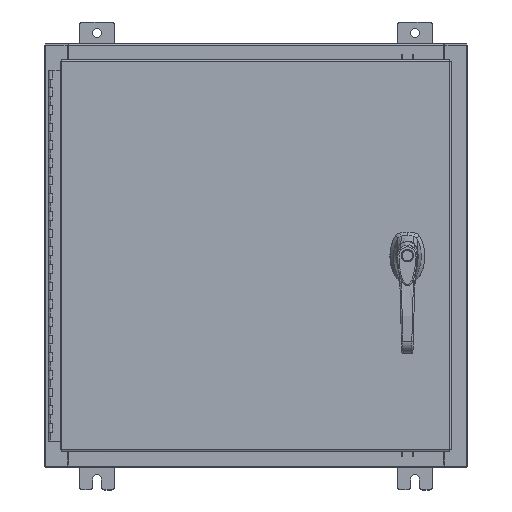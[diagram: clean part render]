
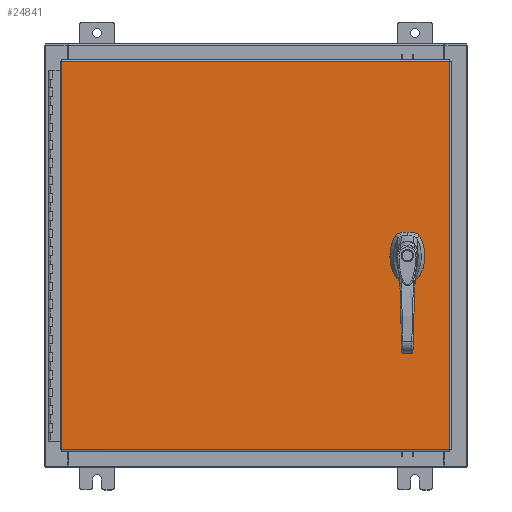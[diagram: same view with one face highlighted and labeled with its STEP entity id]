
A CAD part, top view. The second image highlights one B-rep face of the part: STEP entity #24841.
In plain terms, the highlighted planar face has unit normal (0, 0, 1).
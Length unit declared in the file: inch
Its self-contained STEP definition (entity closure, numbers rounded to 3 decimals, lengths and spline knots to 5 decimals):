
#41 = AXIS2_PLACEMENT_3D ( 'NONE', #1674, #10815, #71410 ) ;
#326 = VERTEX_POINT ( 'NONE', #86454 ) ;
#622 = ORIENTED_EDGE ( 'NONE', *, *, #62088, .F. ) ;
#1674 = CARTESIAN_POINT ( 'NONE',  ( 0., 0., 0. ) ) ;
#2205 = FACE_BOUND ( 'NONE', #108243, .T. ) ;
#3496 = CARTESIAN_POINT ( 'NONE',  ( 8.175, 0., 0. ) ) ;
#3799 = EDGE_CURVE ( 'NONE', #12828, #23158, #106771, .T. ) ;
#6590 = EDGE_CURVE ( 'NONE', #98179, #31115, #14410, .T. ) ;
#7792 = VERTEX_POINT ( 'NONE', #37027 ) ;
#7915 = EDGE_CURVE ( 'NONE', #31115, #98179, #96787, .T. ) ;
#8106 = VERTEX_POINT ( 'NONE', #48923 ) ;
#8950 = VERTEX_POINT ( 'NONE', #46058 ) ;
#10689 = DIRECTION ( 'NONE',  ( -1., 0., 0. ) ) ;
#10815 = DIRECTION ( 'NONE',  ( 0., 0., -1. ) ) ;
#12828 = VERTEX_POINT ( 'NONE', #111119 ) ;
#13037 = AXIS2_PLACEMENT_3D ( 'NONE', #99781, #47942, #108478 ) ;
#13302 = EDGE_CURVE ( 'NONE', #89547, #94736, #96219, .T. ) ;
#14410 = CIRCLE ( 'NONE', #31145, 0.1715 ) ;
#16343 = ORIENTED_EDGE ( 'NONE', *, *, #91976, .F. ) ;
#16963 = CARTESIAN_POINT ( 'NONE',  ( 8.578, 0., 0. ) ) ;
#17216 = ORIENTED_EDGE ( 'NONE', *, *, #7915, .F. ) ;
#17460 = DIRECTION ( 'NONE',  ( 0., 0., 1. ) ) ;
#19021 = VERTEX_POINT ( 'NONE', #23019 ) ;
#23019 = CARTESIAN_POINT ( 'NONE',  ( 8.175, 0.20023, 0. ) ) ;
#23158 = VERTEX_POINT ( 'NONE', #72073 ) ;
#24841 = ADVANCED_FACE ( 'NONE', ( #25367, #97084, #2205 ), #45281, .F. ) ;
#25367 = FACE_BOUND ( 'NONE', #58896, .T. ) ;
#25656 = DIRECTION ( 'NONE',  ( 1., 0., 0. ) ) ;
#26029 = AXIS2_PLACEMENT_3D ( 'NONE', #16963, #77538, #25656 ) ;
#27757 = LINE ( 'NONE', #60259, #30501 ) ;
#29273 = EDGE_CURVE ( 'NONE', #12828, #7792, #73597, .T. ) ;
#29586 = VECTOR ( 'NONE', #70809, 39.37008 ) ;
#30501 = VECTOR ( 'NONE', #68939, 39.37008 ) ;
#31115 = VERTEX_POINT ( 'NONE', #101660 ) ;
#31145 = AXIS2_PLACEMENT_3D ( 'NONE', #50971, #111509, #59710 ) ;
#37027 = CARTESIAN_POINT ( 'NONE',  ( 8.981, -0.20023, 0. ) ) ;
#40065 = VECTOR ( 'NONE', #10689, 39.37008 ) ;
#40402 = ORIENTED_EDGE ( 'NONE', *, *, #58633, .T. ) ;
#40537 = CARTESIAN_POINT ( 'NONE',  ( 8.981, 0., 0. ) ) ;
#40744 = AXIS2_PLACEMENT_3D ( 'NONE', #46013, #106571, #54739 ) ;
#42266 = EDGE_CURVE ( 'NONE', #19021, #8950, #104585, .T. ) ;
#45281 = PLANE ( 'NONE',  #41 ) ;
#46013 = CARTESIAN_POINT ( 'NONE',  ( 8.578, 0., 0. ) ) ;
#46058 = CARTESIAN_POINT ( 'NONE',  ( 8.175, -0.20023, 0. ) ) ;
#46661 = ORIENTED_EDGE ( 'NONE', *, *, #55137, .T. ) ;
#46895 = EDGE_LOOP ( 'NONE', ( #63464, #110796, #40402, #46661 ) ) ;
#47388 = ORIENTED_EDGE ( 'NONE', *, *, #93014, .F. ) ;
#47942 = DIRECTION ( 'NONE',  ( 0., 0., 1. ) ) ;
#48923 = CARTESIAN_POINT ( 'NONE',  ( -10.9903, -11.0063, 0. ) ) ;
#49985 = EDGE_CURVE ( 'NONE', #23158, #93556, #60872, .T. ) ;
#50081 = DIRECTION ( 'NONE',  ( 0., 1., 0. ) ) ;
#50971 = CARTESIAN_POINT ( 'NONE',  ( 8.578, -1.338, 0. ) ) ;
#53560 = DIRECTION ( 'NONE',  ( 1., 0., 0. ) ) ;
#54739 = DIRECTION ( 'NONE',  ( 1., 0., 0. ) ) ;
#55137 = EDGE_CURVE ( 'NONE', #111030, #8106, #75655, .T. ) ;
#55959 = EDGE_CURVE ( 'NONE', #8950, #61644, #101228, .T. ) ;
#57676 = ORIENTED_EDGE ( 'NONE', *, *, #42266, .F. ) ;
#58633 = EDGE_CURVE ( 'NONE', #94736, #111030, #83376, .T. ) ;
#58896 = EDGE_LOOP ( 'NONE', ( #17216, #110911 ) ) ;
#59710 = DIRECTION ( 'NONE',  ( 1., 0., 0. ) ) ;
#60259 = CARTESIAN_POINT ( 'NONE',  ( -10.9903, -11.0063, 0. ) ) ;
#60672 = EDGE_CURVE ( 'NONE', #8106, #89547, #27757, .T. ) ;
#60872 = LINE ( 'NONE', #108919, #81205 ) ;
#61644 = VERTEX_POINT ( 'NONE', #90554 ) ;
#62088 = EDGE_CURVE ( 'NONE', #93556, #19021, #92596, .T. ) ;
#63464 = ORIENTED_EDGE ( 'NONE', *, *, #60672, .T. ) ;
#64500 = ORIENTED_EDGE ( 'NONE', *, *, #3799, .F. ) ;
#65798 = DIRECTION ( 'NONE',  ( -1., 0., 0. ) ) ;
#68939 = DIRECTION ( 'NONE',  ( 1., 0., 0. ) ) ;
#69101 = ORIENTED_EDGE ( 'NONE', *, *, #29273, .T. ) ;
#69292 = CARTESIAN_POINT ( 'NONE',  ( 8.578, 0., 0. ) ) ;
#70016 = CARTESIAN_POINT ( 'NONE',  ( -10.9903, 11.0063, 0. ) ) ;
#70809 = DIRECTION ( 'NONE',  ( 0., -1., 0. ) ) ;
#70838 = VECTOR ( 'NONE', #101004, 39.37008 ) ;
#71410 = DIRECTION ( 'NONE',  ( -1., 0., 0. ) ) ;
#71928 = VECTOR ( 'NONE', #53560, 39.37008 ) ;
#72073 = CARTESIAN_POINT ( 'NONE',  ( 8.77823, 0.403, 0. ) ) ;
#72870 = DIRECTION ( 'NONE',  ( 0., -1., 0. ) ) ;
#73597 = LINE ( 'NONE', #40537, #70838 ) ;
#75618 = AXIS2_PLACEMENT_3D ( 'NONE', #69292, #17460, #78033 ) ;
#75655 = LINE ( 'NONE', #79561, #29586 ) ;
#75855 = CARTESIAN_POINT ( 'NONE',  ( 10.9903, -11.0063, 0. ) ) ;
#76264 = CARTESIAN_POINT ( 'NONE',  ( 10.9903, 11.0063, 0. ) ) ;
#77538 = DIRECTION ( 'NONE',  ( 0., 0., 1. ) ) ;
#78033 = DIRECTION ( 'NONE',  ( 1., 0., 0. ) ) ;
#79561 = CARTESIAN_POINT ( 'NONE',  ( -10.9903, 11.0063, 0. ) ) ;
#81205 = VECTOR ( 'NONE', #65798, 39.37008 ) ;
#83376 = LINE ( 'NONE', #88706, #40065 ) ;
#86454 = CARTESIAN_POINT ( 'NONE',  ( 8.77823, -0.403, 0. ) ) ;
#88706 = CARTESIAN_POINT ( 'NONE',  ( 10.9903, 11.0063, 0. ) ) ;
#89547 = VERTEX_POINT ( 'NONE', #100373 ) ;
#90554 = CARTESIAN_POINT ( 'NONE',  ( 8.37777, -0.403, 0. ) ) ;
#91541 = ORIENTED_EDGE ( 'NONE', *, *, #49985, .F. ) ;
#91976 = EDGE_CURVE ( 'NONE', #61644, #326, #97618, .T. ) ;
#92596 = CIRCLE ( 'NONE', #75618, 0.45 ) ;
#93014 = EDGE_CURVE ( 'NONE', #326, #7792, #106975, .T. ) ;
#93117 = CARTESIAN_POINT ( 'NONE',  ( 8.4065, -1.338, 0. ) ) ;
#93539 = VECTOR ( 'NONE', #50081, 39.37008 ) ;
#93556 = VERTEX_POINT ( 'NONE', #109120 ) ;
#94736 = VERTEX_POINT ( 'NONE', #76264 ) ;
#96219 = LINE ( 'NONE', #75855, #93539 ) ;
#96420 = DIRECTION ( 'NONE',  ( 1., 0., 0. ) ) ;
#96787 = CIRCLE ( 'NONE', #13037, 0.1715 ) ;
#96847 = AXIS2_PLACEMENT_3D ( 'NONE', #102155, #101777, #96420 ) ;
#97084 = FACE_OUTER_BOUND ( 'NONE', #46895, .T. ) ;
#97618 = LINE ( 'NONE', #105377, #71928 ) ;
#98179 = VERTEX_POINT ( 'NONE', #93117 ) ;
#99781 = CARTESIAN_POINT ( 'NONE',  ( 8.578, -1.338, 0. ) ) ;
#100373 = CARTESIAN_POINT ( 'NONE',  ( 10.9903, -11.0063, 0. ) ) ;
#101004 = DIRECTION ( 'NONE',  ( 0., -1., 0. ) ) ;
#101228 = CIRCLE ( 'NONE', #26029, 0.45 ) ;
#101660 = CARTESIAN_POINT ( 'NONE',  ( 8.7495, -1.338, 0. ) ) ;
#101777 = DIRECTION ( 'NONE',  ( 0., 0., 1. ) ) ;
#101906 = VECTOR ( 'NONE', #72870, 39.37008 ) ;
#102155 = CARTESIAN_POINT ( 'NONE',  ( 8.578, 0., 0. ) ) ;
#103537 = ORIENTED_EDGE ( 'NONE', *, *, #55959, .F. ) ;
#104585 = LINE ( 'NONE', #3496, #101906 ) ;
#105377 = CARTESIAN_POINT ( 'NONE',  ( 0., -0.403, 0. ) ) ;
#106571 = DIRECTION ( 'NONE',  ( 0., 0., 1. ) ) ;
#106771 = CIRCLE ( 'NONE', #96847, 0.45 ) ;
#106975 = CIRCLE ( 'NONE', #40744, 0.45 ) ;
#108243 = EDGE_LOOP ( 'NONE', ( #69101, #47388, #16343, #103537, #57676, #622, #91541, #64500 ) ) ;
#108478 = DIRECTION ( 'NONE',  ( 1., 0., 0. ) ) ;
#108919 = CARTESIAN_POINT ( 'NONE',  ( 0., 0.403, 0. ) ) ;
#109120 = CARTESIAN_POINT ( 'NONE',  ( 8.37777, 0.403, 0. ) ) ;
#110796 = ORIENTED_EDGE ( 'NONE', *, *, #13302, .T. ) ;
#110911 = ORIENTED_EDGE ( 'NONE', *, *, #6590, .F. ) ;
#111030 = VERTEX_POINT ( 'NONE', #70016 ) ;
#111119 = CARTESIAN_POINT ( 'NONE',  ( 8.981, 0.20023, 0. ) ) ;
#111509 = DIRECTION ( 'NONE',  ( 0., 0., 1. ) ) ;
